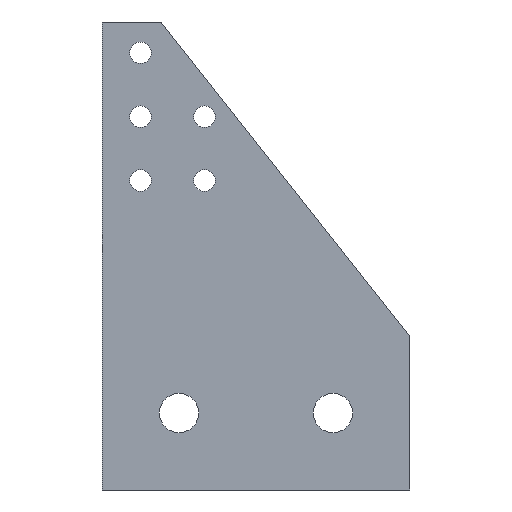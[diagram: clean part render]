
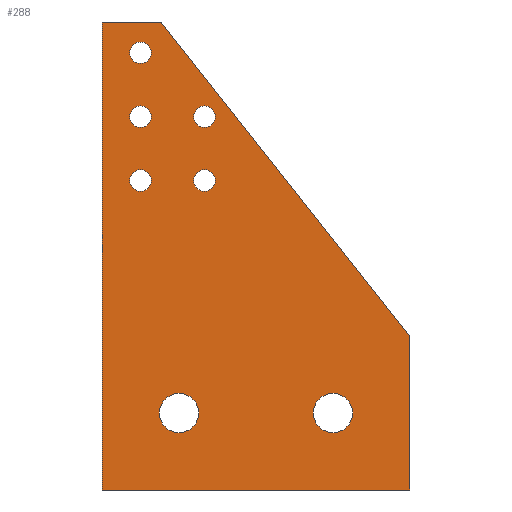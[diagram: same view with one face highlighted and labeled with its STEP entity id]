
A CAD part, front view. The second image highlights one B-rep face of the part: STEP entity #288.
In plain terms, the highlighted planar face has unit normal (0, -1, 0).
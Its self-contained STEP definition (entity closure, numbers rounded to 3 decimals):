
#22=FACE_BOUND('',#71,.T.);
#23=FACE_BOUND('',#72,.T.);
#24=FACE_BOUND('',#73,.T.);
#25=FACE_BOUND('',#74,.T.);
#26=FACE_BOUND('',#75,.T.);
#27=FACE_BOUND('',#76,.T.);
#28=FACE_BOUND('',#77,.T.);
#35=PLANE('',#339);
#49=FACE_OUTER_BOUND('',#70,.T.);
#70=EDGE_LOOP('',(#256,#257,#258,#259,#260));
#71=EDGE_LOOP('',(#261));
#72=EDGE_LOOP('',(#262));
#73=EDGE_LOOP('',(#263));
#74=EDGE_LOOP('',(#264));
#75=EDGE_LOOP('',(#265));
#76=EDGE_LOOP('',(#266));
#77=EDGE_LOOP('',(#267));
#85=LINE('',#466,#107);
#89=LINE('',#474,#111);
#92=LINE('',#480,#114);
#95=LINE('',#486,#117);
#98=LINE('',#491,#120);
#107=VECTOR('',#393,1000.);
#111=VECTOR('',#399,1000.);
#114=VECTOR('',#404,1000.);
#117=VECTOR('',#409,1000.);
#120=VECTOR('',#414,1000.);
#123=CIRCLE('',#314,1.4);
#125=CIRCLE('',#317,1.4);
#126=CIRCLE('',#319,1.4);
#128=CIRCLE('',#322,1.4);
#130=CIRCLE('',#325,2.55);
#132=CIRCLE('',#328,1.4);
#134=CIRCLE('',#331,2.55);
#137=VERTEX_POINT('',#424);
#139=VERTEX_POINT('',#430);
#140=VERTEX_POINT('',#434);
#142=VERTEX_POINT('',#440);
#144=VERTEX_POINT('',#446);
#146=VERTEX_POINT('',#452);
#148=VERTEX_POINT('',#458);
#150=VERTEX_POINT('',#464);
#151=VERTEX_POINT('',#465);
#154=VERTEX_POINT('',#473);
#156=VERTEX_POINT('',#479);
#158=VERTEX_POINT('',#485);
#162=EDGE_CURVE('',#137,#137,#123,.T.);
#165=EDGE_CURVE('',#139,#139,#125,.T.);
#166=EDGE_CURVE('',#140,#140,#126,.T.);
#169=EDGE_CURVE('',#142,#142,#128,.T.);
#172=EDGE_CURVE('',#144,#144,#130,.T.);
#175=EDGE_CURVE('',#146,#146,#132,.T.);
#178=EDGE_CURVE('',#148,#148,#134,.T.);
#181=EDGE_CURVE('',#150,#151,#85,.T.);
#185=EDGE_CURVE('',#154,#150,#89,.T.);
#188=EDGE_CURVE('',#154,#156,#92,.T.);
#191=EDGE_CURVE('',#156,#158,#95,.T.);
#194=EDGE_CURVE('',#151,#158,#98,.T.);
#256=ORIENTED_EDGE('',*,*,#181,.T.);
#257=ORIENTED_EDGE('',*,*,#194,.T.);
#258=ORIENTED_EDGE('',*,*,#191,.F.);
#259=ORIENTED_EDGE('',*,*,#188,.F.);
#260=ORIENTED_EDGE('',*,*,#185,.T.);
#261=ORIENTED_EDGE('',*,*,#162,.T.);
#262=ORIENTED_EDGE('',*,*,#165,.T.);
#263=ORIENTED_EDGE('',*,*,#166,.T.);
#264=ORIENTED_EDGE('',*,*,#169,.T.);
#265=ORIENTED_EDGE('',*,*,#172,.T.);
#266=ORIENTED_EDGE('',*,*,#175,.T.);
#267=ORIENTED_EDGE('',*,*,#178,.T.);
#288=ADVANCED_FACE('',(#49,#22,#23,#24,#25,#26,#27,#28),#35,.F.);
#314=AXIS2_PLACEMENT_3D('',#426,#347,#348);
#317=AXIS2_PLACEMENT_3D('',#432,#354,#355);
#319=AXIS2_PLACEMENT_3D('',#435,#358,#359);
#322=AXIS2_PLACEMENT_3D('',#441,#365,#366);
#325=AXIS2_PLACEMENT_3D('',#447,#372,#373);
#328=AXIS2_PLACEMENT_3D('',#453,#379,#380);
#331=AXIS2_PLACEMENT_3D('',#459,#386,#387);
#339=AXIS2_PLACEMENT_3D('',#494,#418,#419);
#347=DIRECTION('center_axis',(0.,1.,0.));
#348=DIRECTION('ref_axis',(1.,0.,0.));
#354=DIRECTION('center_axis',(0.,1.,0.));
#355=DIRECTION('ref_axis',(1.,0.,0.));
#358=DIRECTION('center_axis',(0.,1.,0.));
#359=DIRECTION('ref_axis',(-1.,0.,0.));
#365=DIRECTION('center_axis',(0.,1.,0.));
#366=DIRECTION('ref_axis',(-1.,0.,0.));
#372=DIRECTION('center_axis',(0.,1.,0.));
#373=DIRECTION('ref_axis',(-1.,0.,0.));
#379=DIRECTION('center_axis',(0.,1.,0.));
#380=DIRECTION('ref_axis',(-1.,0.,0.));
#386=DIRECTION('center_axis',(0.,1.,0.));
#387=DIRECTION('ref_axis',(-1.,0.,0.));
#393=DIRECTION('',(-0.621,0.,0.784));
#399=DIRECTION('',(0.,0.,1.));
#404=DIRECTION('',(-1.,0.,0.));
#409=DIRECTION('',(0.,0.,1.));
#414=DIRECTION('',(-1.,0.,0.));
#418=DIRECTION('center_axis',(0.,1.,0.));
#419=DIRECTION('ref_axis',(-1.,0.,0.));
#424=CARTESIAN_POINT('',(503.901,315.025,164.491));
#426=CARTESIAN_POINT('Origin',(505.301,315.025,164.491));
#430=CARTESIAN_POINT('',(503.901,315.025,156.191));
#432=CARTESIAN_POINT('Origin',(505.301,315.025,156.191));
#434=CARTESIAN_POINT('',(498.401,315.025,156.191));
#435=CARTESIAN_POINT('Origin',(497.001,315.025,156.191));
#440=CARTESIAN_POINT('',(498.401,315.025,172.791));
#441=CARTESIAN_POINT('Origin',(497.001,315.025,172.791));
#446=CARTESIAN_POINT('',(524.551,315.025,126.));
#447=CARTESIAN_POINT('Origin',(522.001,315.025,126.));
#452=CARTESIAN_POINT('',(498.401,315.025,164.491));
#453=CARTESIAN_POINT('Origin',(497.001,315.025,164.491));
#458=CARTESIAN_POINT('',(504.551,315.025,126.));
#459=CARTESIAN_POINT('Origin',(502.001,315.025,126.));
#464=CARTESIAN_POINT('',(532.001,315.025,136.));
#465=CARTESIAN_POINT('',(499.673,315.025,176.791));
#466=CARTESIAN_POINT('',(515.837,315.025,156.396));
#473=CARTESIAN_POINT('',(532.001,315.025,116.));
#474=CARTESIAN_POINT('',(532.001,315.025,126.));
#479=CARTESIAN_POINT('',(492.001,315.025,116.));
#480=CARTESIAN_POINT('',(502.001,315.025,116.));
#485=CARTESIAN_POINT('',(492.001,315.025,176.791));
#486=CARTESIAN_POINT('',(492.001,315.025,146.396));
#491=CARTESIAN_POINT('',(495.837,315.025,176.791));
#494=CARTESIAN_POINT('Origin',(295.,315.025,146.396));
